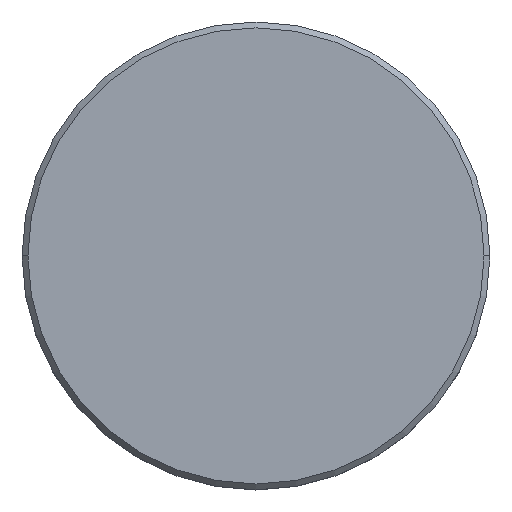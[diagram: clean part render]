
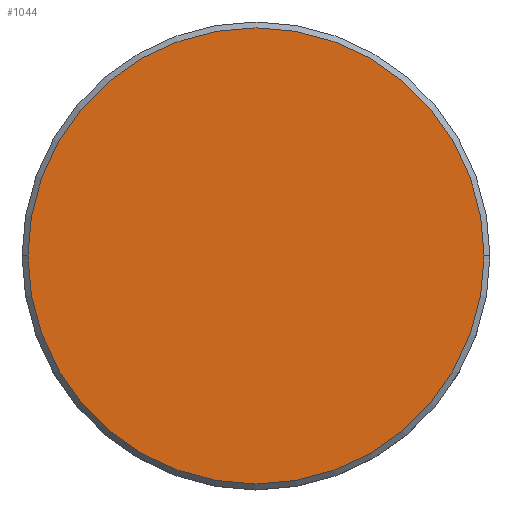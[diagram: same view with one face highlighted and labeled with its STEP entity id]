
A CAD part, top view. The second image highlights one B-rep face of the part: STEP entity #1044.
In plain terms, the highlighted planar face has unit normal (0, 0, 1).
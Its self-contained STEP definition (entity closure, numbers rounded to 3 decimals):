
#19 = CARTESIAN_POINT ( 'NONE',  ( -19.5, 0., 0. ) ) ;
#76 = AXIS2_PLACEMENT_3D ( 'NONE', #351, #701, #1026 ) ;
#284 = PLANE ( 'NONE',  #1107 ) ;
#351 = CARTESIAN_POINT ( 'NONE',  ( 0., 0., 0. ) ) ;
#383 = CARTESIAN_POINT ( 'NONE',  ( 0., 0., 0. ) ) ;
#442 = ORIENTED_EDGE ( 'NONE', *, *, #1063, .T. ) ;
#444 = DIRECTION ( 'NONE',  ( 1., 0., 0. ) ) ;
#539 = EDGE_CURVE ( 'NONE', #823, #1178, #800, .T. ) ;
#541 = DIRECTION ( 'NONE',  ( 0., 0., 1. ) ) ;
#580 = EDGE_LOOP ( 'NONE', ( #442, #614 ) ) ;
#614 = ORIENTED_EDGE ( 'NONE', *, *, #539, .T. ) ;
#701 = DIRECTION ( 'NONE',  ( 0., 0., 1. ) ) ;
#712 = AXIS2_PLACEMENT_3D ( 'NONE', #383, #997, #444 ) ;
#716 = DIRECTION ( 'NONE',  ( 1., 0., 0. ) ) ;
#744 = CARTESIAN_POINT ( 'NONE',  ( 19.5, 0., 0. ) ) ;
#780 = CIRCLE ( 'NONE', #712, 19.5 ) ;
#800 = CIRCLE ( 'NONE', #76, 19.5 ) ;
#820 = FACE_OUTER_BOUND ( 'NONE', #580, .T. ) ;
#823 = VERTEX_POINT ( 'NONE', #744 ) ;
#997 = DIRECTION ( 'NONE',  ( 0., 0., 1. ) ) ;
#1026 = DIRECTION ( 'NONE',  ( 1., 0., 0. ) ) ;
#1044 = ADVANCED_FACE ( 'NONE', ( #820 ), #284, .T. ) ;
#1063 = EDGE_CURVE ( 'NONE', #1178, #823, #780, .T. ) ;
#1107 = AXIS2_PLACEMENT_3D ( 'NONE', #1167, #541, #716 ) ;
#1167 = CARTESIAN_POINT ( 'NONE',  ( 0., 0., 0. ) ) ;
#1178 = VERTEX_POINT ( 'NONE', #19 ) ;
